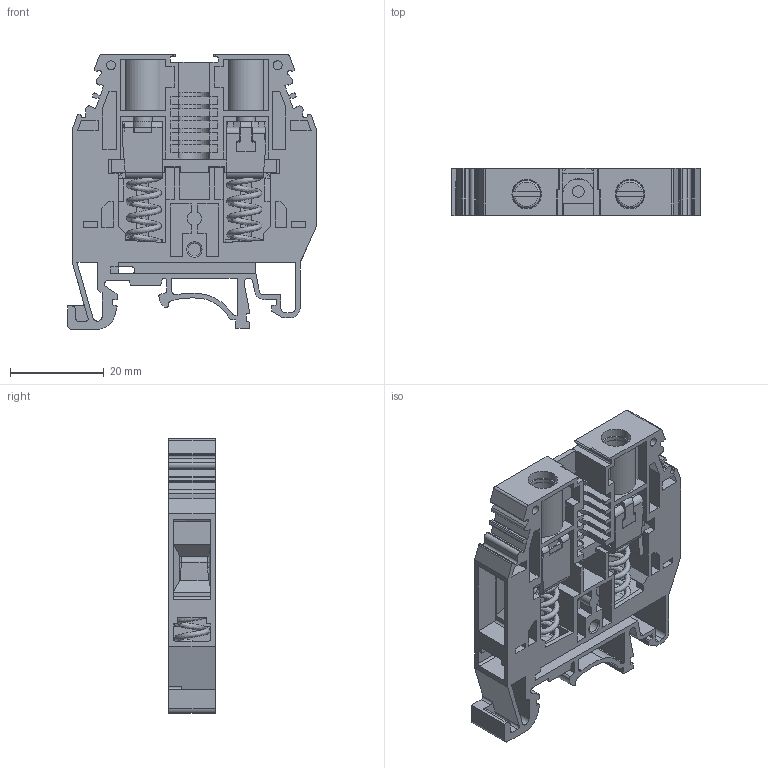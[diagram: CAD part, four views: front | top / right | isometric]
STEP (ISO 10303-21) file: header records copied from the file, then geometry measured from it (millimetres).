
FILE_DESCRIPTION(/* description */ ('Unknown'),/* implementation_level */ '2;1');
FILE_NAME(/* name */ 'KULT1_3D',/* time_stamp */ '2023-01-11T11:08:55+06:00',/* author */ ('Unknown'),/* organization */ ('Unknown'),/* preprocessor_version */ 'ST-DEVELOPER v16.7',/* originating_system */ 'Solid Edge',/* authorisation */ 'Unknown');
FILE_SCHEMA (('AUTOMOTIVE_DESIGN {1 0 10303 214 3 1 1}'));
Length unit declared in the file: millimetre
Products named in the file (6): 2KULT1; 6KULT1HN; 51ECKULT1; 7KUT10CLM_T1; 52SCKULT1; 42COKULT1
Assembly tree (8 placements, depth 2):
  2KULT1
    6KULT1HN
    51ECKULT1
    7KUT10CLM_T1  x2
    52SCKULT1  x2
    42COKULT1  x2
Bounding box: 53 x 10 x 58.5 mm (x, y, z)
Volume: 11653.8 mm3; surface area: 19184 mm2
Topology: 8 solids, 8 shells, 949 faces, 2603 edges, 1714 vertices
Faces by surface type: plane 755, cylinder 172, torus 11, bspline 6, cone 5
Full cylindrical faces by diameter (mm): 1.9 x2, 2.459 x1, 3.242 x4, 4 x2, 4.2 x2, 6 x2, 6.3 x4
Entity records: 26770 total; most frequent: CARTESIAN_POINT 4890, ORIENTED_EDGE 4248, DIRECTION 3968, EDGE_CURVE 2124, LINE 1806, VECTOR 1806, VERTEX_POINT 1416, AXIS2_PLACEMENT_3D 1081
